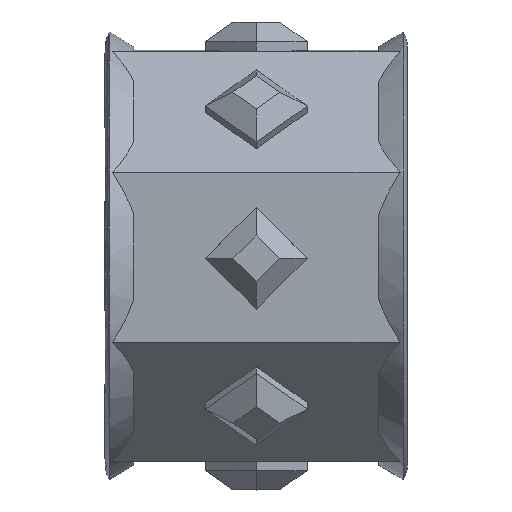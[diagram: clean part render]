
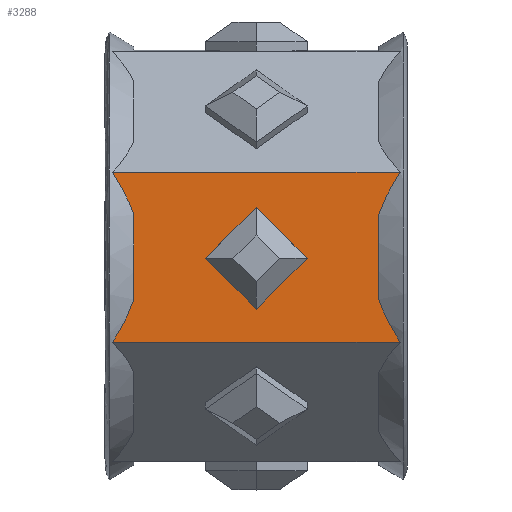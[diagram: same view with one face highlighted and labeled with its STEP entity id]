
A CAD part, top view. The second image highlights one B-rep face of the part: STEP entity #3288.
In plain terms, the highlighted planar face has unit normal (0, -0.007, 1).
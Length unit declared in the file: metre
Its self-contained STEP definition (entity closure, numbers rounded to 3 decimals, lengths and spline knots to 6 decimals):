
#368=(
BOUNDED_CURVE()
B_SPLINE_CURVE(2,(#4723,#4724,#4725),.UNSPECIFIED.,.F.,.F.)
B_SPLINE_CURVE_WITH_KNOTS((3,3),(0.,2.336201),.UNSPECIFIED.)
CURVE()
GEOMETRIC_REPRESENTATION_ITEM()
RATIONAL_B_SPLINE_CURVE((1.,1.231,1.))
REPRESENTATION_ITEM('')
);
#369=(
BOUNDED_CURVE()
B_SPLINE_CURVE(2,(#4729,#4730,#4731),.UNSPECIFIED.,.F.,.F.)
B_SPLINE_CURVE_WITH_KNOTS((3,3),(0.,2.336201),.UNSPECIFIED.)
CURVE()
GEOMETRIC_REPRESENTATION_ITEM()
RATIONAL_B_SPLINE_CURVE((1.,1.231,1.))
REPRESENTATION_ITEM('')
);
#370=(
BOUNDED_CURVE()
B_SPLINE_CURVE(2,(#4732,#4733,#4734),.UNSPECIFIED.,.F.,.F.)
B_SPLINE_CURVE_WITH_KNOTS((3,3),(0.,2.336201),.UNSPECIFIED.)
CURVE()
GEOMETRIC_REPRESENTATION_ITEM()
RATIONAL_B_SPLINE_CURVE((1.,1.231,1.))
REPRESENTATION_ITEM('')
);
#371=(
BOUNDED_CURVE()
B_SPLINE_CURVE(2,(#4738,#4739,#4740),.UNSPECIFIED.,.F.,.F.)
B_SPLINE_CURVE_WITH_KNOTS((3,3),(0.,2.336201),.UNSPECIFIED.)
CURVE()
GEOMETRIC_REPRESENTATION_ITEM()
RATIONAL_B_SPLINE_CURVE((1.,1.231,1.))
REPRESENTATION_ITEM('')
);
#448=ORIENTED_EDGE('',*,*,#1475,.T.);
#449=ORIENTED_EDGE('',*,*,#1476,.T.);
#450=ORIENTED_EDGE('',*,*,#1477,.T.);
#451=ORIENTED_EDGE('',*,*,#1478,.T.);
#452=ORIENTED_EDGE('',*,*,#1464,.F.);
#453=ORIENTED_EDGE('',*,*,#1479,.T.);
#454=ORIENTED_EDGE('',*,*,#1480,.T.);
#455=ORIENTED_EDGE('',*,*,#1481,.T.);
#456=ORIENTED_EDGE('',*,*,#1482,.T.);
#457=ORIENTED_EDGE('',*,*,#1483,.T.);
#458=ORIENTED_EDGE('',*,*,#1484,.T.);
#459=ORIENTED_EDGE('',*,*,#1485,.T.);
#1464=EDGE_CURVE('',#1976,#1977,#2292,.T.);
#1475=EDGE_CURVE('',#1986,#1987,#2299,.T.);
#1476=EDGE_CURVE('',#1987,#1988,#368,.T.);
#1477=EDGE_CURVE('',#1988,#1989,#2300,.T.);
#1478=EDGE_CURVE('',#1989,#1977,#369,.T.);
#1479=EDGE_CURVE('',#1976,#1990,#370,.T.);
#1480=EDGE_CURVE('',#1990,#1991,#2301,.T.);
#1481=EDGE_CURVE('',#1991,#1986,#371,.T.);
#1482=EDGE_CURVE('',#1992,#1993,#2302,.T.);
#1483=EDGE_CURVE('',#1993,#1994,#2303,.T.);
#1484=EDGE_CURVE('',#1994,#1995,#2304,.T.);
#1485=EDGE_CURVE('',#1995,#1992,#2305,.T.);
#1976=VERTEX_POINT('',#4691);
#1977=VERTEX_POINT('',#4692);
#1986=VERTEX_POINT('',#4721);
#1987=VERTEX_POINT('',#4722);
#1988=VERTEX_POINT('',#4726);
#1989=VERTEX_POINT('',#4728);
#1990=VERTEX_POINT('',#4735);
#1991=VERTEX_POINT('',#4737);
#1992=VERTEX_POINT('',#4742);
#1993=VERTEX_POINT('',#4743);
#1994=VERTEX_POINT('',#4745);
#1995=VERTEX_POINT('',#4747);
#2292=LINE('',#4690,#2524);
#2299=LINE('',#4720,#2531);
#2300=LINE('',#4727,#2532);
#2301=LINE('',#4736,#2533);
#2302=LINE('',#4741,#2534);
#2303=LINE('',#4744,#2535);
#2304=LINE('',#4746,#2536);
#2305=LINE('',#4748,#2537);
#2524=VECTOR('',#3815,1.);
#2531=VECTOR('',#3824,1.);
#2532=VECTOR('',#3825,1.);
#2533=VECTOR('',#3826,1.);
#2534=VECTOR('',#3827,1.);
#2535=VECTOR('',#3828,1.);
#2536=VECTOR('',#3829,1.);
#2537=VECTOR('',#3830,1.);
#2732=EDGE_LOOP('',(#448,#449,#450,#451,#452,#453,#454,#455));
#2733=EDGE_LOOP('',(#456,#457,#458,#459));
#2952=FACE_BOUND('',#2732,.T.);
#2953=FACE_BOUND('',#2733,.T.);
#3166=PLANE('',#3503);
#3288=ADVANCED_FACE('',(#2952,#2953),#3166,.T.);
#3503=AXIS2_PLACEMENT_3D('',#4719,#3822,#3823);
#3815=DIRECTION('',(-1.,0.,0.));
#3822=DIRECTION('',(0.,-0.007,1.));
#3823=DIRECTION('',(1.,0.,0.));
#3824=DIRECTION('',(-1.,0.,0.));
#3825=DIRECTION('',(0.,-1.,-0.007));
#3826=DIRECTION('',(0.,1.,0.007));
#3827=DIRECTION('',(-0.707,-0.707,-0.005));
#3828=DIRECTION('',(-0.707,0.707,0.005));
#3829=DIRECTION('',(0.707,0.707,0.005));
#3830=DIRECTION('',(0.707,-0.707,-0.005));
#4690=CARTESIAN_POINT('',(-0.02609,0.02079,0.022331));
#4691=CARTESIAN_POINT('',(-0.024601,0.02079,0.022331));
#4692=CARTESIAN_POINT('',(-0.044579,0.02079,0.022331));
#4719=CARTESIAN_POINT('',(-0.02609,0.026692,0.022375));
#4720=CARTESIAN_POINT('',(-0.02609,0.032594,0.022418));
#4721=CARTESIAN_POINT('',(-0.024601,0.032594,0.022418));
#4722=CARTESIAN_POINT('',(-0.044579,0.032594,0.022418));
#4723=CARTESIAN_POINT('',(-0.048198,0.036932,0.02245));
#4724=CARTESIAN_POINT('',(-0.038016,0.026692,0.022375));
#4725=CARTESIAN_POINT('',(-0.048198,0.016451,0.022299));
#4726=CARTESIAN_POINT('',(-0.04309,0.029631,0.022396));
#4727=CARTESIAN_POINT('',(-0.04309,0.02079,0.022331));
#4728=CARTESIAN_POINT('',(-0.04309,0.023753,0.022353));
#4729=CARTESIAN_POINT('',(-0.048198,0.036932,0.02245));
#4730=CARTESIAN_POINT('',(-0.038016,0.026692,0.022375));
#4731=CARTESIAN_POINT('',(-0.048198,0.016451,0.022299));
#4732=CARTESIAN_POINT('',(-0.020983,0.016451,0.022299));
#4733=CARTESIAN_POINT('',(-0.031164,0.026692,0.022375));
#4734=CARTESIAN_POINT('',(-0.020983,0.036932,0.02245));
#4735=CARTESIAN_POINT('',(-0.02609,0.023753,0.022353));
#4736=CARTESIAN_POINT('',(-0.02609,0.02079,0.022331));
#4737=CARTESIAN_POINT('',(-0.02609,0.029631,0.022396));
#4738=CARTESIAN_POINT('',(-0.020983,0.016451,0.022299));
#4739=CARTESIAN_POINT('',(-0.031164,0.026692,0.022375));
#4740=CARTESIAN_POINT('',(-0.020983,0.036932,0.02245));
#4741=CARTESIAN_POINT('',(-0.030679,0.026993,0.022377));
#4742=CARTESIAN_POINT('',(-0.031055,0.026618,0.022374));
#4743=CARTESIAN_POINT('',(-0.03459,0.023082,0.022348));
#4744=CARTESIAN_POINT('',(-0.034252,0.022744,0.022346));
#4745=CARTESIAN_POINT('',(-0.038126,0.026618,0.022374));
#4746=CARTESIAN_POINT('',(-0.034215,0.030529,0.022403));
#4747=CARTESIAN_POINT('',(-0.03459,0.030153,0.0224));
#4748=CARTESIAN_POINT('',(-0.030716,0.026279,0.022372));
